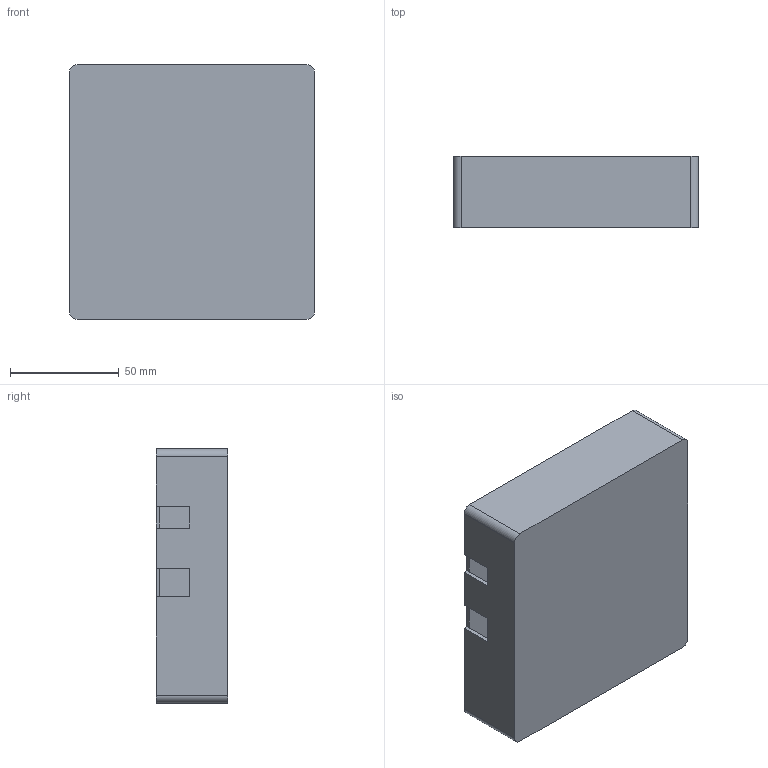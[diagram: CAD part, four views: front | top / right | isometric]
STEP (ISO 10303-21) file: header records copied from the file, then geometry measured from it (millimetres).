
FILE_DESCRIPTION(/* description */ (''),/* implementation_level */ '2;1');
FILE_NAME(/* name */ 'carcasaXeotype1_UNO.stp',/* time_stamp */ '2021-04-10T19:54:44+03:00',/* author */ ('Vlasciar'),/* organization */ (''),/* preprocessor_version */ 'ST-DEVELOPER v18',/* originating_system */ 'Autodesk Inventor 2020',/* authorisation */ '');
FILE_SCHEMA (('AUTOMOTIVE_DESIGN { 1 0 10303 214 3 1 1 }'));
Length unit declared in the file: millimetre
Products named in the file (1): carcasaXeotype1
Bounding box: 112.7 x 32.8 x 116.9 mm (x, y, z)
Volume: 69691 mm3; surface area: 77119 mm2
Topology: 1 solids, 1 shells, 72 faces, 277 edges, 242 vertices
Faces by surface type: plane 40, cylinder 32
Full cylindrical faces by diameter (mm): 4 x4, 6.5 x4, 7 x20
Entity records: 2976 total; most frequent: CARTESIAN_POINT 535, DIRECTION 514, ORIENTED_EDGE 440, EDGE_CURVE 220, AXIS2_PLACEMENT_3D 193, VERTEX_POINT 156, LINE 128, VECTOR 128
